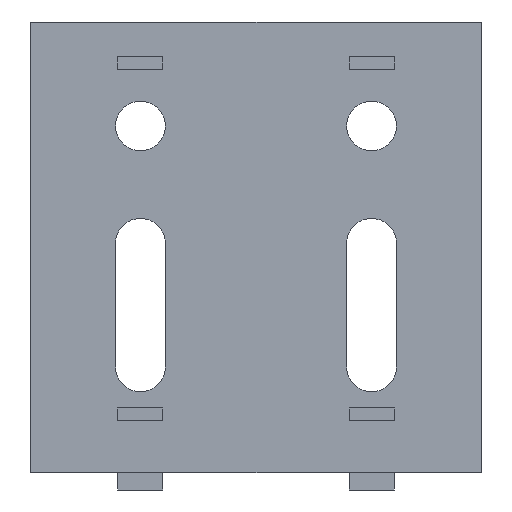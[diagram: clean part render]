
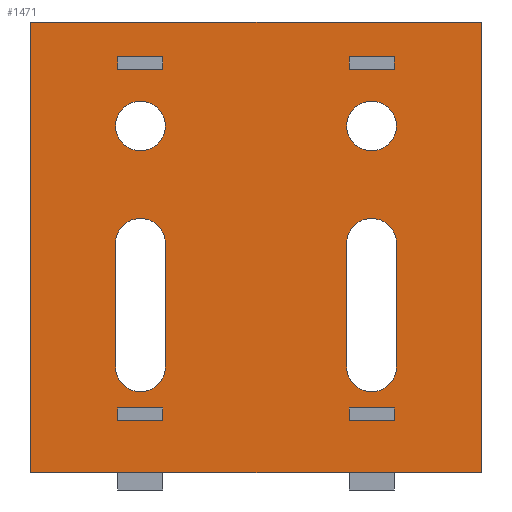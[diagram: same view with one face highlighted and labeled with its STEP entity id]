
A CAD part, left-side view. The second image highlights one B-rep face of the part: STEP entity #1471.
In plain terms, the highlighted face is planar.
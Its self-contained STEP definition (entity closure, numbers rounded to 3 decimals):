
#47=CIRCLE('',#1579,4.3);
#48=CIRCLE('',#1580,4.3);
#49=CIRCLE('',#1581,4.3);
#50=CIRCLE('',#1582,4.3);
#51=CIRCLE('',#1583,4.3);
#52=CIRCLE('',#1584,4.3);
#79=FACE_BOUND('',#190,.T.);
#80=FACE_BOUND('',#191,.T.);
#81=FACE_BOUND('',#192,.T.);
#82=FACE_BOUND('',#193,.T.);
#83=FACE_BOUND('',#194,.T.);
#84=FACE_BOUND('',#195,.T.);
#85=FACE_BOUND('',#196,.T.);
#86=FACE_BOUND('',#197,.T.);
#97=FACE_OUTER_BOUND('',#189,.T.);
#189=EDGE_LOOP('',(#1041,#1042,#1043,#1044));
#190=EDGE_LOOP('',(#1045,#1046,#1047,#1048));
#191=EDGE_LOOP('',(#1049,#1050,#1051,#1052));
#192=EDGE_LOOP('',(#1053,#1054,#1055,#1056));
#193=EDGE_LOOP('',(#1057));
#194=EDGE_LOOP('',(#1058));
#195=EDGE_LOOP('',(#1059,#1060,#1061,#1062));
#196=EDGE_LOOP('',(#1063,#1064,#1065,#1066));
#197=EDGE_LOOP('',(#1067,#1068,#1069,#1070));
#275=LINE('',#2086,#453);
#279=LINE('',#2094,#457);
#282=LINE('',#2101,#460);
#287=LINE('',#2112,#465);
#290=LINE('',#2119,#468);
#322=LINE('',#2209,#500);
#323=LINE('',#2210,#501);
#324=LINE('',#2211,#502);
#325=LINE('',#2213,#503);
#326=LINE('',#2215,#504);
#327=LINE('',#2216,#505);
#328=LINE('',#2219,#506);
#329=LINE('',#2221,#507);
#330=LINE('',#2223,#508);
#331=LINE('',#2224,#509);
#332=LINE('',#2229,#510);
#333=LINE('',#2232,#511);
#334=LINE('',#2241,#512);
#335=LINE('',#2244,#513);
#336=LINE('',#2246,#514);
#337=LINE('',#2247,#515);
#338=LINE('',#2249,#516);
#339=LINE('',#2251,#517);
#340=LINE('',#2252,#518);
#453=VECTOR('',#1679,1000.);
#457=VECTOR('',#1685,1000.);
#460=VECTOR('',#1690,1000.);
#465=VECTOR('',#1697,1000.);
#468=VECTOR('',#1702,1000.);
#500=VECTOR('',#1762,1000.);
#501=VECTOR('',#1763,1000.);
#502=VECTOR('',#1764,1000.);
#503=VECTOR('',#1765,1000.);
#504=VECTOR('',#1766,1000.);
#505=VECTOR('',#1767,1000.);
#506=VECTOR('',#1768,1000.);
#507=VECTOR('',#1769,1000.);
#508=VECTOR('',#1770,1000.);
#509=VECTOR('',#1771,1000.);
#510=VECTOR('',#1774,1000.);
#511=VECTOR('',#1777,1000.);
#512=VECTOR('',#1784,1000.);
#513=VECTOR('',#1787,1000.);
#514=VECTOR('',#1788,1000.);
#515=VECTOR('',#1789,1000.);
#516=VECTOR('',#1790,1000.);
#517=VECTOR('',#1791,1000.);
#518=VECTOR('',#1792,1000.);
#631=VERTEX_POINT('',#2084);
#632=VERTEX_POINT('',#2085);
#635=VERTEX_POINT('',#2093);
#637=VERTEX_POINT('',#2099);
#638=VERTEX_POINT('',#2100);
#641=VERTEX_POINT('',#2108);
#643=VERTEX_POINT('',#2111);
#645=VERTEX_POINT('',#2117);
#646=VERTEX_POINT('',#2118);
#689=VERTEX_POINT('',#2207);
#690=VERTEX_POINT('',#2208);
#691=VERTEX_POINT('',#2212);
#692=VERTEX_POINT('',#2214);
#693=VERTEX_POINT('',#2217);
#694=VERTEX_POINT('',#2218);
#695=VERTEX_POINT('',#2220);
#696=VERTEX_POINT('',#2222);
#697=VERTEX_POINT('',#2225);
#698=VERTEX_POINT('',#2226);
#699=VERTEX_POINT('',#2228);
#700=VERTEX_POINT('',#2230);
#701=VERTEX_POINT('',#2233);
#702=VERTEX_POINT('',#2235);
#703=VERTEX_POINT('',#2237);
#704=VERTEX_POINT('',#2238);
#705=VERTEX_POINT('',#2240);
#706=VERTEX_POINT('',#2242);
#707=VERTEX_POINT('',#2245);
#708=VERTEX_POINT('',#2248);
#709=VERTEX_POINT('',#2250);
#771=EDGE_CURVE('',#631,#632,#275,.T.);
#775=EDGE_CURVE('',#631,#635,#279,.T.);
#778=EDGE_CURVE('',#637,#638,#282,.T.);
#783=EDGE_CURVE('',#641,#643,#287,.T.);
#786=EDGE_CURVE('',#645,#646,#290,.T.);
#830=EDGE_CURVE('',#689,#690,#322,.T.);
#831=EDGE_CURVE('',#690,#646,#323,.T.);
#832=EDGE_CURVE('',#689,#645,#324,.T.);
#833=EDGE_CURVE('',#691,#641,#325,.T.);
#834=EDGE_CURVE('',#691,#692,#326,.T.);
#835=EDGE_CURVE('',#643,#692,#327,.T.);
#836=EDGE_CURVE('',#693,#694,#328,.T.);
#837=EDGE_CURVE('',#695,#693,#329,.T.);
#838=EDGE_CURVE('',#696,#695,#330,.T.);
#839=EDGE_CURVE('',#694,#696,#331,.T.);
#840=EDGE_CURVE('',#697,#698,#47,.T.);
#841=EDGE_CURVE('',#698,#699,#332,.T.);
#842=EDGE_CURVE('',#699,#700,#48,.T.);
#843=EDGE_CURVE('',#700,#697,#333,.T.);
#844=EDGE_CURVE('',#701,#701,#49,.T.);
#845=EDGE_CURVE('',#702,#702,#50,.T.);
#846=EDGE_CURVE('',#703,#704,#51,.T.);
#847=EDGE_CURVE('',#704,#705,#334,.T.);
#848=EDGE_CURVE('',#705,#706,#52,.T.);
#849=EDGE_CURVE('',#706,#703,#335,.T.);
#850=EDGE_CURVE('',#707,#632,#336,.T.);
#851=EDGE_CURVE('',#635,#707,#337,.T.);
#852=EDGE_CURVE('',#708,#638,#338,.T.);
#853=EDGE_CURVE('',#637,#709,#339,.T.);
#854=EDGE_CURVE('',#708,#709,#340,.T.);
#1041=ORIENTED_EDGE('',*,*,#830,.T.);
#1042=ORIENTED_EDGE('',*,*,#831,.T.);
#1043=ORIENTED_EDGE('',*,*,#786,.F.);
#1044=ORIENTED_EDGE('',*,*,#832,.F.);
#1045=ORIENTED_EDGE('',*,*,#783,.F.);
#1046=ORIENTED_EDGE('',*,*,#833,.F.);
#1047=ORIENTED_EDGE('',*,*,#834,.T.);
#1048=ORIENTED_EDGE('',*,*,#835,.F.);
#1049=ORIENTED_EDGE('',*,*,#836,.F.);
#1050=ORIENTED_EDGE('',*,*,#837,.F.);
#1051=ORIENTED_EDGE('',*,*,#838,.F.);
#1052=ORIENTED_EDGE('',*,*,#839,.F.);
#1053=ORIENTED_EDGE('',*,*,#840,.T.);
#1054=ORIENTED_EDGE('',*,*,#841,.T.);
#1055=ORIENTED_EDGE('',*,*,#842,.T.);
#1056=ORIENTED_EDGE('',*,*,#843,.T.);
#1057=ORIENTED_EDGE('',*,*,#844,.T.);
#1058=ORIENTED_EDGE('',*,*,#845,.T.);
#1059=ORIENTED_EDGE('',*,*,#846,.T.);
#1060=ORIENTED_EDGE('',*,*,#847,.T.);
#1061=ORIENTED_EDGE('',*,*,#848,.T.);
#1062=ORIENTED_EDGE('',*,*,#849,.T.);
#1063=ORIENTED_EDGE('',*,*,#850,.T.);
#1064=ORIENTED_EDGE('',*,*,#771,.F.);
#1065=ORIENTED_EDGE('',*,*,#775,.T.);
#1066=ORIENTED_EDGE('',*,*,#851,.T.);
#1067=ORIENTED_EDGE('',*,*,#852,.T.);
#1068=ORIENTED_EDGE('',*,*,#778,.F.);
#1069=ORIENTED_EDGE('',*,*,#853,.T.);
#1070=ORIENTED_EDGE('',*,*,#854,.F.);
#1407=PLANE('',#1578);
#1471=ADVANCED_FACE('',(#97,#79,#80,#81,#82,#83,#84,#85,#86),#1407,.F.);
#1578=AXIS2_PLACEMENT_3D('',#2206,#1760,#1761);
#1579=AXIS2_PLACEMENT_3D('',#2227,#1772,#1773);
#1580=AXIS2_PLACEMENT_3D('',#2231,#1775,#1776);
#1581=AXIS2_PLACEMENT_3D('',#2234,#1778,#1779);
#1582=AXIS2_PLACEMENT_3D('',#2236,#1780,#1781);
#1583=AXIS2_PLACEMENT_3D('',#2239,#1782,#1783);
#1584=AXIS2_PLACEMENT_3D('',#2243,#1785,#1786);
#1679=DIRECTION('',(-1.,0.,0.));
#1685=DIRECTION('',(0.,0.,-1.));
#1690=DIRECTION('',(-1.,0.,0.));
#1697=DIRECTION('',(-1.,0.,0.));
#1702=DIRECTION('',(-1.,0.,0.));
#1760=DIRECTION('center_axis',(0.,1.,0.));
#1761=DIRECTION('ref_axis',(0.,0.,1.));
#1762=DIRECTION('',(-1.,0.,0.));
#1763=DIRECTION('',(0.,0.,-1.));
#1764=DIRECTION('',(0.,0.,-1.));
#1765=DIRECTION('',(0.,0.,1.));
#1766=DIRECTION('',(-1.,0.,0.));
#1767=DIRECTION('',(0.,0.,-1.));
#1768=DIRECTION('',(-1.,0.,0.));
#1769=DIRECTION('',(0.,0.,1.));
#1770=DIRECTION('',(1.,0.,0.));
#1771=DIRECTION('',(0.,0.,-1.));
#1772=DIRECTION('center_axis',(0.,1.,0.));
#1773=DIRECTION('ref_axis',(1.,0.,0.));
#1774=DIRECTION('',(0.,0.,1.));
#1775=DIRECTION('center_axis',(0.,1.,0.));
#1776=DIRECTION('ref_axis',(1.,0.,0.));
#1777=DIRECTION('',(0.,0.,-1.));
#1778=DIRECTION('center_axis',(0.,1.,0.));
#1779=DIRECTION('ref_axis',(1.,0.,0.));
#1780=DIRECTION('center_axis',(0.,1.,0.));
#1781=DIRECTION('ref_axis',(1.,0.,0.));
#1782=DIRECTION('center_axis',(0.,1.,0.));
#1783=DIRECTION('ref_axis',(1.,0.,0.));
#1784=DIRECTION('',(0.,0.,1.));
#1785=DIRECTION('center_axis',(0.,1.,0.));
#1786=DIRECTION('ref_axis',(1.,0.,0.));
#1787=DIRECTION('',(0.,0.,-1.));
#1788=DIRECTION('',(0.,0.,1.));
#1789=DIRECTION('',(-1.,0.,0.));
#1790=DIRECTION('',(0.,0.,1.));
#1791=DIRECTION('',(0.,0.,-1.));
#1792=DIRECTION('',(1.,0.,0.));
#2084=CARTESIAN_POINT('',(23.9,0.,72.));
#2085=CARTESIAN_POINT('',(16.1,0.,72.));
#2086=CARTESIAN_POINT('',(39.,0.,72.));
#2093=CARTESIAN_POINT('',(23.9,0.,69.8));
#2094=CARTESIAN_POINT('',(23.9,0.,78.));
#2099=CARTESIAN_POINT('',(23.9,0.,11.2));
#2100=CARTESIAN_POINT('',(16.1,0.,11.2));
#2101=CARTESIAN_POINT('',(23.9,0.,11.2));
#2108=CARTESIAN_POINT('',(-16.1,0.,72.));
#2111=CARTESIAN_POINT('',(-23.9,0.,72.));
#2112=CARTESIAN_POINT('',(39.,0.,72.));
#2117=CARTESIAN_POINT('',(39.,0.,0.));
#2118=CARTESIAN_POINT('',(-39.,0.,0.));
#2119=CARTESIAN_POINT('',(39.,0.,0.));
#2206=CARTESIAN_POINT('Origin',(39.,0.,78.));
#2207=CARTESIAN_POINT('',(39.,0.,78.));
#2208=CARTESIAN_POINT('',(-39.,0.,78.));
#2209=CARTESIAN_POINT('',(39.,0.,78.));
#2210=CARTESIAN_POINT('',(-39.,0.,78.));
#2211=CARTESIAN_POINT('',(39.,0.,78.));
#2212=CARTESIAN_POINT('',(-16.1,0.,69.8));
#2213=CARTESIAN_POINT('',(-16.1,0.,0.));
#2214=CARTESIAN_POINT('',(-23.9,0.,69.8));
#2215=CARTESIAN_POINT('',(23.9,0.,69.8));
#2216=CARTESIAN_POINT('',(-23.9,0.,78.));
#2217=CARTESIAN_POINT('',(-16.1,0.,11.2));
#2218=CARTESIAN_POINT('',(-23.9,0.,11.2));
#2219=CARTESIAN_POINT('',(23.9,0.,11.2));
#2220=CARTESIAN_POINT('',(-16.1,0.,9.));
#2221=CARTESIAN_POINT('',(-16.1,0.,0.));
#2222=CARTESIAN_POINT('',(-23.9,0.,9.));
#2223=CARTESIAN_POINT('',(39.,0.,9.));
#2224=CARTESIAN_POINT('',(-23.9,0.,78.));
#2225=CARTESIAN_POINT('',(-15.7,0.,18.3));
#2226=CARTESIAN_POINT('',(-24.3,0.,18.3));
#2227=CARTESIAN_POINT('Origin',(-20.,0.,18.3));
#2228=CARTESIAN_POINT('',(-24.3,0.,39.7));
#2229=CARTESIAN_POINT('',(-24.3,0.,18.3));
#2230=CARTESIAN_POINT('',(-15.7,0.,39.7));
#2231=CARTESIAN_POINT('Origin',(-20.,0.,39.7));
#2232=CARTESIAN_POINT('',(-15.7,0.,39.7));
#2233=CARTESIAN_POINT('',(-20.,0.,64.3));
#2234=CARTESIAN_POINT('Origin',(-20.,0.,60.));
#2235=CARTESIAN_POINT('',(20.,0.,64.3));
#2236=CARTESIAN_POINT('Origin',(20.,0.,60.));
#2237=CARTESIAN_POINT('',(24.3,0.,18.3));
#2238=CARTESIAN_POINT('',(15.7,0.,18.3));
#2239=CARTESIAN_POINT('Origin',(20.,0.,18.3));
#2240=CARTESIAN_POINT('',(15.7,0.,39.7));
#2241=CARTESIAN_POINT('',(15.7,0.,18.3));
#2242=CARTESIAN_POINT('',(24.3,0.,39.7));
#2243=CARTESIAN_POINT('Origin',(20.,0.,39.7));
#2244=CARTESIAN_POINT('',(24.3,0.,39.7));
#2245=CARTESIAN_POINT('',(16.1,0.,69.8));
#2246=CARTESIAN_POINT('',(16.1,0.,0.));
#2247=CARTESIAN_POINT('',(23.9,0.,69.8));
#2248=CARTESIAN_POINT('',(16.1,0.,9.));
#2249=CARTESIAN_POINT('',(16.1,0.,0.));
#2250=CARTESIAN_POINT('',(23.9,0.,9.));
#2251=CARTESIAN_POINT('',(23.9,0.,78.));
#2252=CARTESIAN_POINT('',(39.,0.,9.));
